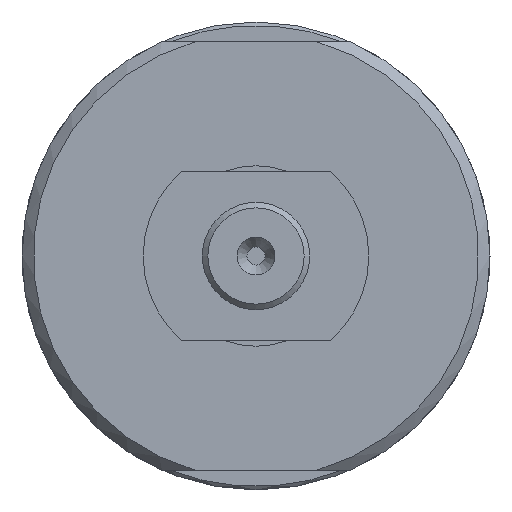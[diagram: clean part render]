
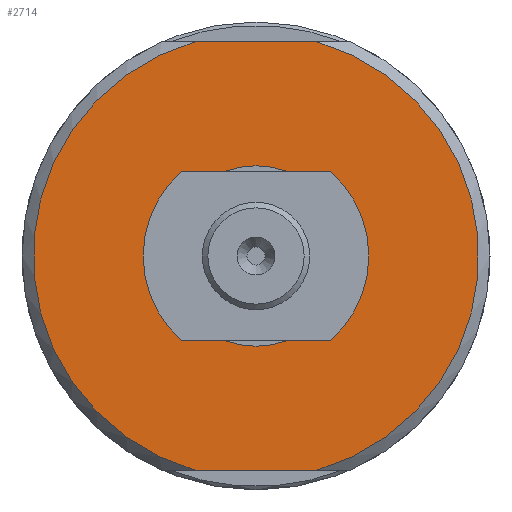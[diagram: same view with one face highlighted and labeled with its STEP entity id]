
A CAD part, left-side view. The second image highlights one B-rep face of the part: STEP entity #2714.
In plain terms, the highlighted planar face has unit normal (-1, 0, 0).
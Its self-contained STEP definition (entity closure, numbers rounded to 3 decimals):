
#115=LINE('',#4004,#357);
#119=LINE('',#4020,#361);
#357=VECTOR('',#3233,10.);
#361=VECTOR('',#3241,10.);
#746=FACE_BOUND('',#948,.T.);
#793=FACE_OUTER_BOUND('',#947,.T.);
#947=EDGE_LOOP('',(#1972,#1973,#1974,#1975));
#948=EDGE_LOOP('',(#1976,#1977));
#1108=CIRCLE('',#2914,19.75);
#1111=CIRCLE('',#2919,8.);
#1112=CIRCLE('',#2920,8.);
#1113=CIRCLE('',#2922,19.75);
#1225=VERTEX_POINT('',#3999);
#1226=VERTEX_POINT('',#4003);
#1229=VERTEX_POINT('',#4015);
#1230=VERTEX_POINT('',#4019);
#1233=VERTEX_POINT('',#4034);
#1234=VERTEX_POINT('',#4036);
#1501=EDGE_CURVE('',#1226,#1225,#115,.T.);
#1507=EDGE_CURVE('',#1230,#1229,#119,.T.);
#1510=EDGE_CURVE('',#1226,#1229,#1108,.T.);
#1514=EDGE_CURVE('',#1234,#1233,#1111,.T.);
#1515=EDGE_CURVE('',#1233,#1234,#1112,.T.);
#1516=EDGE_CURVE('',#1230,#1225,#1113,.T.);
#1972=ORIENTED_EDGE('',*,*,#1501,.T.);
#1973=ORIENTED_EDGE('',*,*,#1516,.F.);
#1974=ORIENTED_EDGE('',*,*,#1507,.T.);
#1975=ORIENTED_EDGE('',*,*,#1510,.F.);
#1976=ORIENTED_EDGE('',*,*,#1514,.T.);
#1977=ORIENTED_EDGE('',*,*,#1515,.T.);
#2602=PLANE('',#2921);
#2714=ADVANCED_FACE('',(#793,#746),#2602,.T.);
#2914=AXIS2_PLACEMENT_3D('',#4027,#3248,#3249);
#2919=AXIS2_PLACEMENT_3D('',#4037,#3259,#3260);
#2920=AXIS2_PLACEMENT_3D('',#4038,#3261,#3262);
#2921=AXIS2_PLACEMENT_3D('',#4039,#3263,#3264);
#2922=AXIS2_PLACEMENT_3D('',#4040,#3265,#3266);
#3233=DIRECTION('',(0.,1.,0.));
#3241=DIRECTION('',(0.,-1.,0.));
#3248=DIRECTION('center_axis',(1.,0.,0.));
#3249=DIRECTION('ref_axis',(0.,-1.,0.));
#3259=DIRECTION('center_axis',(1.,0.,0.));
#3260=DIRECTION('ref_axis',(0.,-1.,0.));
#3261=DIRECTION('center_axis',(1.,0.,0.));
#3262=DIRECTION('ref_axis',(0.,-1.,0.));
#3263=DIRECTION('center_axis',(-1.,0.,0.));
#3264=DIRECTION('ref_axis',(0.,0.,
-1.));
#3265=DIRECTION('center_axis',(1.,0.,0.));
#3266=DIRECTION('ref_axis',(0.,-1.,0.));
#3999=CARTESIAN_POINT('',(-85.,5.391,19.));
#4003=CARTESIAN_POINT('',(-85.,-5.391,19.));
#4004=CARTESIAN_POINT('',(-85.,-1.392,19.));
#4015=CARTESIAN_POINT('',(-85.,-5.391,-19.));
#4019=CARTESIAN_POINT('',(-85.,5.391,-19.));
#4020=CARTESIAN_POINT('',(-85.,-12.483,-19.));
#4027=CARTESIAN_POINT('Origin',(-85.,0.,
0.));
#4034=CARTESIAN_POINT('',(-85.,8.,0.));
#4036=CARTESIAN_POINT('',(-85.,-8.,0.));
#4037=CARTESIAN_POINT('Origin',(-85.,0.,
0.));
#4038=CARTESIAN_POINT('Origin',(-85.,0.,
0.));
#4039=CARTESIAN_POINT('Origin',(-85.,-13.875,0.));
#4040=CARTESIAN_POINT('Origin',(-85.,0.,
0.));
